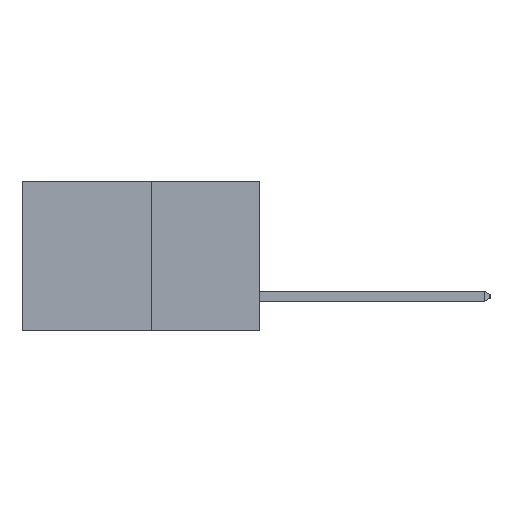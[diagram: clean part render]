
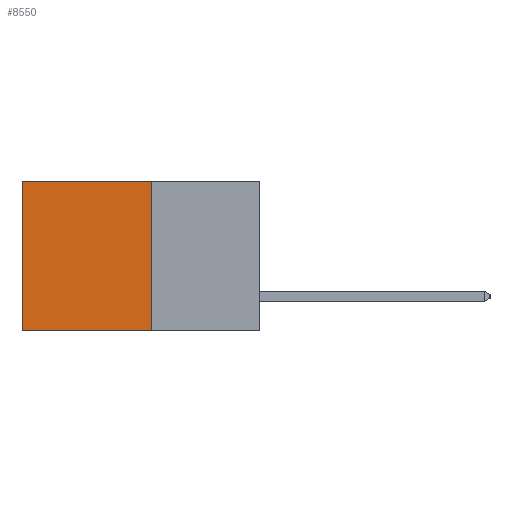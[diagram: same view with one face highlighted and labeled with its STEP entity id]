
A CAD part, left-side view. The second image highlights one B-rep face of the part: STEP entity #8550.
In plain terms, the highlighted planar face has unit normal (-1, 0, 0).
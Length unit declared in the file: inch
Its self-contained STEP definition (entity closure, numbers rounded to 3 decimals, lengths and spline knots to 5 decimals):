
#197 = LINE ( 'NONE', #9321, #7764 ) ;
#403 = VECTOR ( 'NONE', #6127, 39.37008 ) ;
#604 = AXIS2_PLACEMENT_3D ( 'NONE', #3518, #8490, #4263 ) ;
#1133 = VECTOR ( 'NONE', #4872, 39.37008 ) ;
#1534 = CARTESIAN_POINT ( 'NONE',  ( 0.277, 0.27, -0.37 ) ) ;
#1971 = PLANE ( 'NONE',  #604 ) ;
#2006 = CARTESIAN_POINT ( 'NONE',  ( 0.277, 0.27, -0.37 ) ) ;
#2141 = DIRECTION ( 'NONE',  ( 0., 1., 0. ) ) ;
#2723 = EDGE_CURVE ( 'NONE', #6638, #6994, #197, .T. ) ;
#2866 = ORIENTED_EDGE ( 'NONE', *, *, #2723, .T. ) ;
#3339 = ORIENTED_EDGE ( 'NONE', *, *, #4715, .T. ) ;
#3450 = CARTESIAN_POINT ( 'NONE',  ( 0.277, 0.27, 0. ) ) ;
#3518 = CARTESIAN_POINT ( 'NONE',  ( 0.277, 0.27, -0.37 ) ) ;
#3951 = FACE_OUTER_BOUND ( 'NONE', #8589, .T. ) ;
#4212 = EDGE_CURVE ( 'NONE', #4774, #6104, #5104, .T. ) ;
#4263 = DIRECTION ( 'NONE',  ( 0., 0., -1. ) ) ;
#4542 = CARTESIAN_POINT ( 'NONE',  ( 0.277, 0.59, -0.37 ) ) ;
#4715 = EDGE_CURVE ( 'NONE', #4774, #6638, #4882, .T. ) ;
#4774 = VERTEX_POINT ( 'NONE', #3450 ) ;
#4872 = DIRECTION ( 'NONE',  ( 0., 0., -1. ) ) ;
#4882 = LINE ( 'NONE', #7413, #403 ) ;
#5104 = LINE ( 'NONE', #8909, #1133 ) ;
#5411 = DIRECTION ( 'NONE',  ( 0., 0., -1. ) ) ;
#5441 = EDGE_CURVE ( 'NONE', #6104, #6994, #7843, .T. ) ;
#6104 = VERTEX_POINT ( 'NONE', #1534 ) ;
#6127 = DIRECTION ( 'NONE',  ( 0., 1., 0. ) ) ;
#6560 = ORIENTED_EDGE ( 'NONE', *, *, #4212, .F. ) ;
#6638 = VERTEX_POINT ( 'NONE', #9112 ) ;
#6994 = VERTEX_POINT ( 'NONE', #4542 ) ;
#7413 = CARTESIAN_POINT ( 'NONE',  ( 0.277, 0.27, 0. ) ) ;
#7764 = VECTOR ( 'NONE', #5411, 39.37008 ) ;
#7843 = LINE ( 'NONE', #2006, #8059 ) ;
#8059 = VECTOR ( 'NONE', #2141, 39.37008 ) ;
#8097 = ORIENTED_EDGE ( 'NONE', *, *, #5441, .F. ) ;
#8490 = DIRECTION ( 'NONE',  ( 1., 0., 0. ) ) ;
#8550 = ADVANCED_FACE ( 'NONE', ( #3951 ), #1971, .F. ) ;
#8589 = EDGE_LOOP ( 'NONE', ( #2866, #8097, #6560, #3339 ) ) ;
#8909 = CARTESIAN_POINT ( 'NONE',  ( 0.277, 0.27, -0.37 ) ) ;
#9112 = CARTESIAN_POINT ( 'NONE',  ( 0.277, 0.59, 0. ) ) ;
#9321 = CARTESIAN_POINT ( 'NONE',  ( 0.277, 0.59, -0.37 ) ) ;
